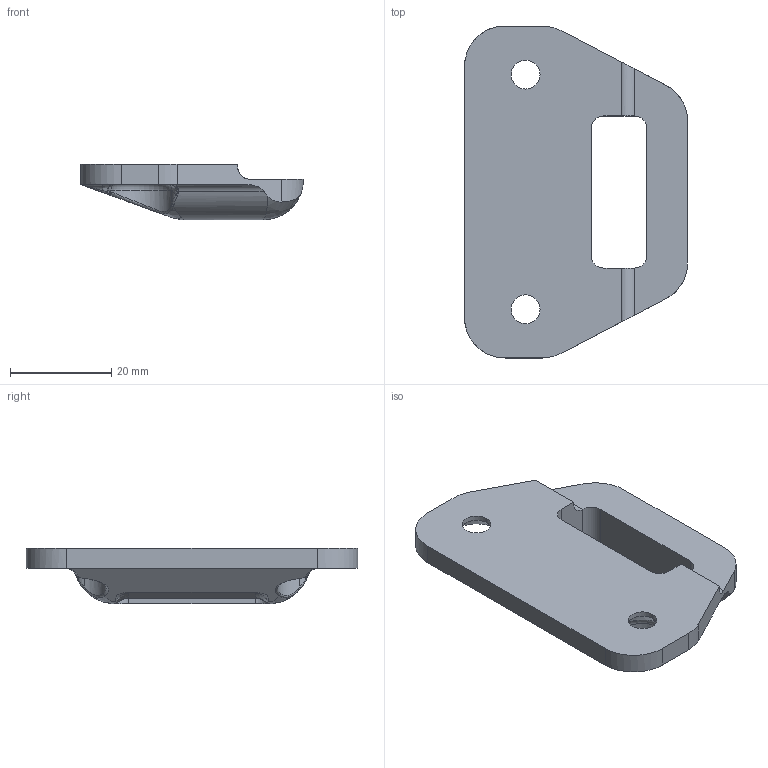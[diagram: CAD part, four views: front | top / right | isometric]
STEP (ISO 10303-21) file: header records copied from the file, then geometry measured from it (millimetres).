
FILE_DESCRIPTION (( 'STEP AP203' ), '1' );
FILE_NAME ('support serrure AU4G low cost.STEP', '2017-09-20T13:38:53', ( '' ), ( '' ), 'SwSTEP 2.0', 'SolidWorks 2017', '' );
FILE_SCHEMA (( 'CONFIG_CONTROL_DESIGN' ));
Length unit declared in the file: millimetre
Products named in the file (1): support serrure AU4G low cost
Bounding box: 44 x 65.5 x 11 mm (x, y, z)
Volume: 12678.8 mm3; surface area: 6278.7 mm2
Topology: 1 solids, 1 shells, 119 faces, 306 edges, 177 vertices
Faces by surface type: bspline 46, cylinder 38, plane 22, torus 6, cone 4, sphere 3
Entity records: 4659 total; most frequent: CARTESIAN_POINT 2089, ORIENTED_EDGE 596, DIRECTION 446, EDGE_CURVE 298, VERTEX_POINT 177, AXIS2_PLACEMENT_3D 176, EDGE_LOOP 121, FACE_OUTER_BOUND 119
